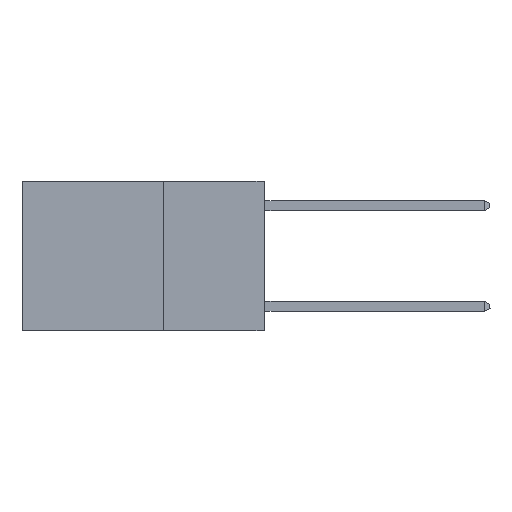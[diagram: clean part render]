
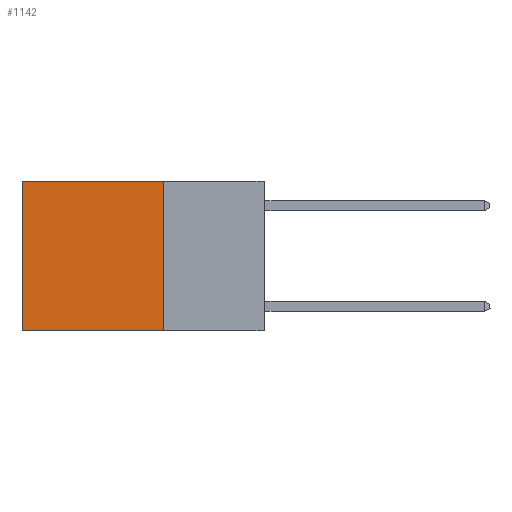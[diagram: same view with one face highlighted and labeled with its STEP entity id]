
A CAD part, left-side view. The second image highlights one B-rep face of the part: STEP entity #1142.
In plain terms, the highlighted planar face has unit normal (-1, 0, 0).
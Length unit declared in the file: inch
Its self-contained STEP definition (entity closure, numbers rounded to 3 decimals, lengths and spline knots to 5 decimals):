
#249 = FACE_OUTER_BOUND ( 'NONE', #1680, .T. ) ;
#427 = EDGE_CURVE ( 'NONE', #3542, #14208, #7625, .T. ) ;
#742 = VERTEX_POINT ( 'NONE', #3948 ) ;
#797 = VERTEX_POINT ( 'NONE', #4176 ) ;
#865 = VECTOR ( 'NONE', #8921, 39.37008 ) ;
#1142 = ADVANCED_FACE ( 'NONE', ( #249 ), #7873, .F. ) ;
#1627 = ORIENTED_EDGE ( 'NONE', *, *, #14227, .F. ) ;
#1680 = EDGE_LOOP ( 'NONE', ( #2189, #1627, #11178, #8285 ) ) ;
#1709 = LINE ( 'NONE', #10566, #6373 ) ;
#1791 = DIRECTION ( 'NONE',  ( 0., 0., -1. ) ) ;
#2189 = ORIENTED_EDGE ( 'NONE', *, *, #13917, .T. ) ;
#2331 = CARTESIAN_POINT ( 'NONE',  ( 0.2625, 0.25, 0. ) ) ;
#2548 = CARTESIAN_POINT ( 'NONE',  ( 0.2625, 0.6, 0. ) ) ;
#2610 = LINE ( 'NONE', #6059, #10066 ) ;
#3542 = VERTEX_POINT ( 'NONE', #8851 ) ;
#3932 = DIRECTION ( 'NONE',  ( 1., 0., 0. ) ) ;
#3948 = CARTESIAN_POINT ( 'NONE',  ( 0.2625, 0.25, -0.37 ) ) ;
#4176 = CARTESIAN_POINT ( 'NONE',  ( 0.2625, 0.6, -0.37 ) ) ;
#6059 = CARTESIAN_POINT ( 'NONE',  ( 0.2625, 0.25, -0.37 ) ) ;
#6373 = VECTOR ( 'NONE', #1791, 39.37008 ) ;
#6882 = AXIS2_PLACEMENT_3D ( 'NONE', #2331, #3932, #12949 ) ;
#7061 = DIRECTION ( 'NONE',  ( 0., 1., 0. ) ) ;
#7625 = LINE ( 'NONE', #12036, #865 ) ;
#7873 = PLANE ( 'NONE',  #6882 ) ;
#8285 = ORIENTED_EDGE ( 'NONE', *, *, #427, .T. ) ;
#8682 = LINE ( 'NONE', #10923, #13891 ) ;
#8851 = CARTESIAN_POINT ( 'NONE',  ( 0.2625, 0.25, 0. ) ) ;
#8921 = DIRECTION ( 'NONE',  ( 0., 1., 0. ) ) ;
#9471 = DIRECTION ( 'NONE',  ( 0., 0., -1. ) ) ;
#10066 = VECTOR ( 'NONE', #7061, 39.37008 ) ;
#10566 = CARTESIAN_POINT ( 'NONE',  ( 0.2625, 0.6, 0. ) ) ;
#10923 = CARTESIAN_POINT ( 'NONE',  ( 0.2625, 0.25, 0. ) ) ;
#11178 = ORIENTED_EDGE ( 'NONE', *, *, #11245, .F. ) ;
#11245 = EDGE_CURVE ( 'NONE', #3542, #742, #8682, .T. ) ;
#12036 = CARTESIAN_POINT ( 'NONE',  ( 0.2625, 0.25, 0. ) ) ;
#12949 = DIRECTION ( 'NONE',  ( 0., 0., -1. ) ) ;
#13891 = VECTOR ( 'NONE', #9471, 39.37008 ) ;
#13917 = EDGE_CURVE ( 'NONE', #14208, #797, #1709, .T. ) ;
#14208 = VERTEX_POINT ( 'NONE', #2548 ) ;
#14227 = EDGE_CURVE ( 'NONE', #742, #797, #2610, .T. ) ;
